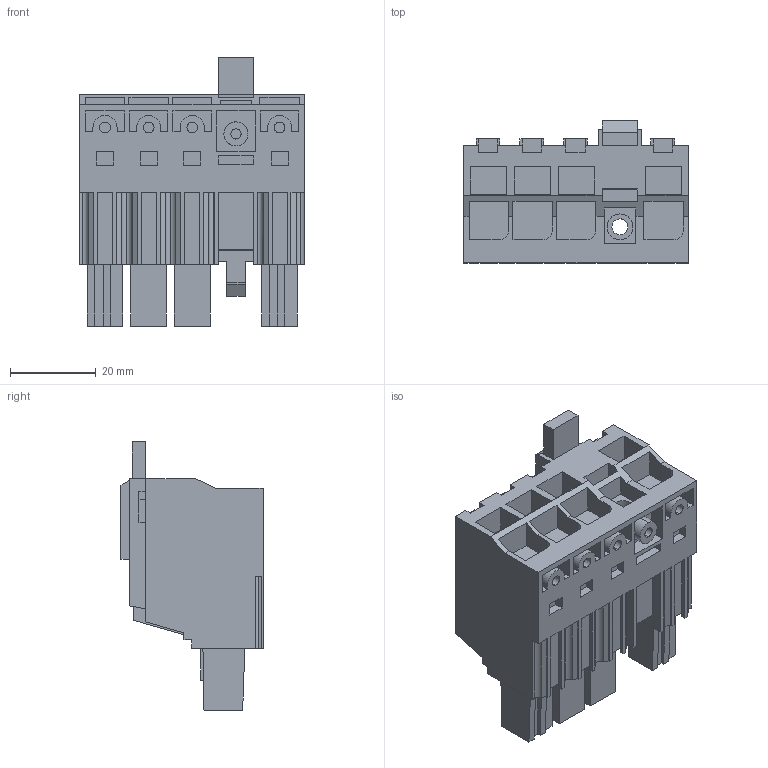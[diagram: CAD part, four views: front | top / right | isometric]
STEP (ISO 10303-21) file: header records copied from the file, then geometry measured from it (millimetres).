
FILE_DESCRIPTION(('CATIA V5R22 STEP214','CAx-IF Rec.Pracs.--- Model Styling and Organization---1.4--- 2014-01-23'),'2;1');
FILE_NAME ('D1494737_0_2544950000_2544950000.stp','2021-07-27T10:02:15+00:00',('none'),('Weidmueller'),'CATIA Version 5-6 Release 2016 SP3 HF44','CATIA V5 STEP AP214','none');
FILE_SCHEMA(('AUTOMOTIVE_DESIGN { 1 0 10303 214 1 1 1 1 }'));
Length unit declared in the file: millimetre
Products named in the file (1): 2544950000
Bounding box: 52.28 x 33.07 x 62.46 mm (x, y, z)
Volume: 50329.9 mm3; surface area: 19981.7 mm2
Topology: 6 solids, 6 shells, 547 faces, 1525 edges, 1027 vertices
Faces by surface type: plane 507, cylinder 40
Entity records: 17091 total; most frequent: ORIENTED_EDGE 3050, CARTESIAN_POINT 3040, DIRECTION 2351, EDGE_CURVE 1525, VECTOR 1439, LINE 1439, VERTEX_POINT 1027, EDGE_LOOP 588
